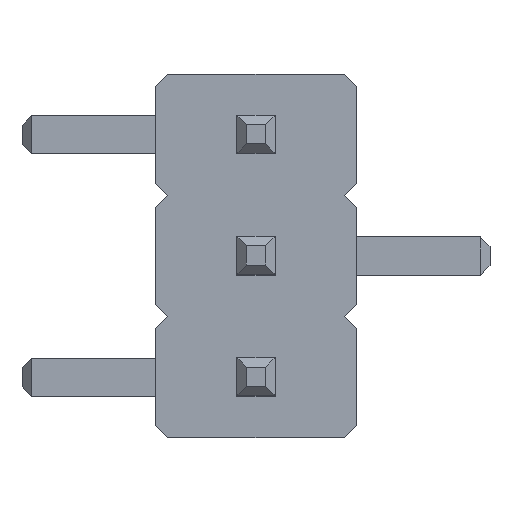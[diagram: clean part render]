
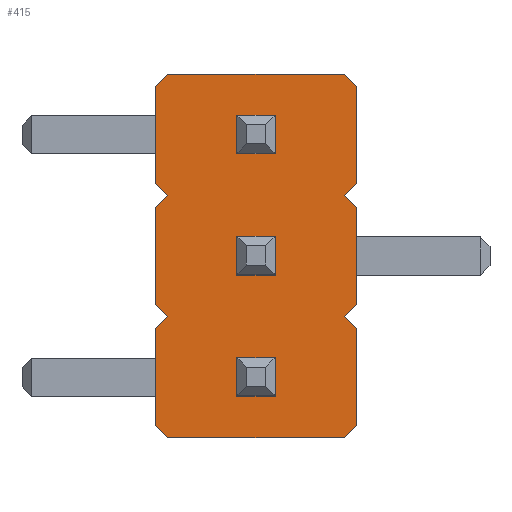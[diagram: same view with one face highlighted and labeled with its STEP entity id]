
A CAD part, top view. The second image highlights one B-rep face of the part: STEP entity #415.
In plain terms, the highlighted planar face has unit normal (0, 0, 1).
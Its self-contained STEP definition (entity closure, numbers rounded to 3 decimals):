
#24 = VERTEX_POINT('',#25);
#25 = CARTESIAN_POINT('',(-0.923,1.905,0.9));
#31 = EDGE_CURVE('',#24,#32,#34,.T.);
#32 = VERTEX_POINT('',#33);
#33 = CARTESIAN_POINT('',(-1.05,1.778,0.9));
#34 = LINE('',#35,#36);
#35 = CARTESIAN_POINT('',(-0.923,1.905,0.9));
#36 = VECTOR('',#37,1.);
#37 = DIRECTION('',(-0.707,-0.707,0.));
#64 = VERTEX_POINT('',#65);
#65 = CARTESIAN_POINT('',(0.923,1.905,0.9));
#71 = EDGE_CURVE('',#64,#24,#72,.T.);
#72 = LINE('',#73,#74);
#73 = CARTESIAN_POINT('',(0.923,1.905,0.9));
#74 = VECTOR('',#75,1.);
#75 = DIRECTION('',(-1.,0.,0.));
#93 = EDGE_CURVE('',#32,#94,#96,.T.);
#94 = VERTEX_POINT('',#95);
#95 = CARTESIAN_POINT('',(-1.05,0.762,0.9));
#96 = LINE('',#97,#98);
#97 = CARTESIAN_POINT('',(-1.05,1.778,0.9));
#98 = VECTOR('',#99,1.);
#99 = DIRECTION('',(0.,-1.,0.));
#415 = ADVANCED_FACE('',(#416,#555,#589,#623),#657,.F.);
#416 = FACE_BOUND('',#417,.F.);
#417 = EDGE_LOOP('',(#418,#419,#420,#428,#436,#444,#452,#460,#468,#476,
#484,#492,#500,#508,#516,#524,#532,#540,#548,#554));
#418 = ORIENTED_EDGE('',*,*,#31,.F.);
#419 = ORIENTED_EDGE('',*,*,#71,.F.);
#420 = ORIENTED_EDGE('',*,*,#421,.F.);
#421 = EDGE_CURVE('',#422,#64,#424,.T.);
#422 = VERTEX_POINT('',#423);
#423 = CARTESIAN_POINT('',(1.05,1.778,0.9));
#424 = LINE('',#425,#426);
#425 = CARTESIAN_POINT('',(1.05,1.778,0.9));
#426 = VECTOR('',#427,1.);
#427 = DIRECTION('',(-0.707,0.707,0.));
#428 = ORIENTED_EDGE('',*,*,#429,.F.);
#429 = EDGE_CURVE('',#430,#422,#432,.T.);
#430 = VERTEX_POINT('',#431);
#431 = CARTESIAN_POINT('',(1.05,0.762,0.9));
#432 = LINE('',#433,#434);
#433 = CARTESIAN_POINT('',(1.05,0.762,0.9));
#434 = VECTOR('',#435,1.);
#435 = DIRECTION('',(0.,1.,0.));
#436 = ORIENTED_EDGE('',*,*,#437,.F.);
#437 = EDGE_CURVE('',#438,#430,#440,.T.);
#438 = VERTEX_POINT('',#439);
#439 = CARTESIAN_POINT('',(0.923,0.635,0.9));
#440 = LINE('',#441,#442);
#441 = CARTESIAN_POINT('',(0.923,0.635,0.9));
#442 = VECTOR('',#443,1.);
#443 = DIRECTION('',(0.707,0.707,0.));
#444 = ORIENTED_EDGE('',*,*,#445,.F.);
#445 = EDGE_CURVE('',#446,#438,#448,.T.);
#446 = VERTEX_POINT('',#447);
#447 = CARTESIAN_POINT('',(1.05,0.508,0.9));
#448 = LINE('',#449,#450);
#449 = CARTESIAN_POINT('',(1.05,0.508,0.9));
#450 = VECTOR('',#451,1.);
#451 = DIRECTION('',(-0.707,0.707,0.));
#452 = ORIENTED_EDGE('',*,*,#453,.F.);
#453 = EDGE_CURVE('',#454,#446,#456,.T.);
#454 = VERTEX_POINT('',#455);
#455 = CARTESIAN_POINT('',(1.05,-0.508,0.9));
#456 = LINE('',#457,#458);
#457 = CARTESIAN_POINT('',(1.05,-0.508,0.9));
#458 = VECTOR('',#459,1.);
#459 = DIRECTION('',(0.,1.,0.));
#460 = ORIENTED_EDGE('',*,*,#461,.F.);
#461 = EDGE_CURVE('',#462,#454,#464,.T.);
#462 = VERTEX_POINT('',#463);
#463 = CARTESIAN_POINT('',(0.923,-0.635,0.9));
#464 = LINE('',#465,#466);
#465 = CARTESIAN_POINT('',(0.923,-0.635,0.9));
#466 = VECTOR('',#467,1.);
#467 = DIRECTION('',(0.707,0.707,0.));
#468 = ORIENTED_EDGE('',*,*,#469,.F.);
#469 = EDGE_CURVE('',#470,#462,#472,.T.);
#470 = VERTEX_POINT('',#471);
#471 = CARTESIAN_POINT('',(1.05,-0.762,0.9));
#472 = LINE('',#473,#474);
#473 = CARTESIAN_POINT('',(1.05,-0.762,0.9));
#474 = VECTOR('',#475,1.);
#475 = DIRECTION('',(-0.707,0.707,0.));
#476 = ORIENTED_EDGE('',*,*,#477,.F.);
#477 = EDGE_CURVE('',#478,#470,#480,.T.);
#478 = VERTEX_POINT('',#479);
#479 = CARTESIAN_POINT('',(1.05,-1.778,0.9));
#480 = LINE('',#481,#482);
#481 = CARTESIAN_POINT('',(1.05,-1.778,0.9));
#482 = VECTOR('',#483,1.);
#483 = DIRECTION('',(0.,1.,0.));
#484 = ORIENTED_EDGE('',*,*,#485,.F.);
#485 = EDGE_CURVE('',#486,#478,#488,.T.);
#486 = VERTEX_POINT('',#487);
#487 = CARTESIAN_POINT('',(0.923,-1.905,0.9));
#488 = LINE('',#489,#490);
#489 = CARTESIAN_POINT('',(0.923,-1.905,0.9));
#490 = VECTOR('',#491,1.);
#491 = DIRECTION('',(0.707,0.707,0.));
#492 = ORIENTED_EDGE('',*,*,#493,.F.);
#493 = EDGE_CURVE('',#494,#486,#496,.T.);
#494 = VERTEX_POINT('',#495);
#495 = CARTESIAN_POINT('',(-0.923,-1.905,0.9));
#496 = LINE('',#497,#498);
#497 = CARTESIAN_POINT('',(-0.923,-1.905,0.9));
#498 = VECTOR('',#499,1.);
#499 = DIRECTION('',(1.,0.,0.));
#500 = ORIENTED_EDGE('',*,*,#501,.F.);
#501 = EDGE_CURVE('',#502,#494,#504,.T.);
#502 = VERTEX_POINT('',#503);
#503 = CARTESIAN_POINT('',(-1.05,-1.778,0.9));
#504 = LINE('',#505,#506);
#505 = CARTESIAN_POINT('',(-1.05,-1.778,0.9));
#506 = VECTOR('',#507,1.);
#507 = DIRECTION('',(0.707,-0.707,0.));
#508 = ORIENTED_EDGE('',*,*,#509,.F.);
#509 = EDGE_CURVE('',#510,#502,#512,.T.);
#510 = VERTEX_POINT('',#511);
#511 = CARTESIAN_POINT('',(-1.05,-0.762,0.9));
#512 = LINE('',#513,#514);
#513 = CARTESIAN_POINT('',(-1.05,-0.762,0.9));
#514 = VECTOR('',#515,1.);
#515 = DIRECTION('',(0.,-1.,0.));
#516 = ORIENTED_EDGE('',*,*,#517,.F.);
#517 = EDGE_CURVE('',#518,#510,#520,.T.);
#518 = VERTEX_POINT('',#519);
#519 = CARTESIAN_POINT('',(-0.923,-0.635,0.9));
#520 = LINE('',#521,#522);
#521 = CARTESIAN_POINT('',(-0.923,-0.635,0.9));
#522 = VECTOR('',#523,1.);
#523 = DIRECTION('',(-0.707,-0.707,0.));
#524 = ORIENTED_EDGE('',*,*,#525,.F.);
#525 = EDGE_CURVE('',#526,#518,#528,.T.);
#526 = VERTEX_POINT('',#527);
#527 = CARTESIAN_POINT('',(-1.05,-0.508,0.9));
#528 = LINE('',#529,#530);
#529 = CARTESIAN_POINT('',(-1.05,-0.508,0.9));
#530 = VECTOR('',#531,1.);
#531 = DIRECTION('',(0.707,-0.707,0.));
#532 = ORIENTED_EDGE('',*,*,#533,.F.);
#533 = EDGE_CURVE('',#534,#526,#536,.T.);
#534 = VERTEX_POINT('',#535);
#535 = CARTESIAN_POINT('',(-1.05,0.508,0.9));
#536 = LINE('',#537,#538);
#537 = CARTESIAN_POINT('',(-1.05,0.508,0.9));
#538 = VECTOR('',#539,1.);
#539 = DIRECTION('',(0.,-1.,0.));
#540 = ORIENTED_EDGE('',*,*,#541,.F.);
#541 = EDGE_CURVE('',#542,#534,#544,.T.);
#542 = VERTEX_POINT('',#543);
#543 = CARTESIAN_POINT('',(-0.923,0.635,0.9));
#544 = LINE('',#545,#546);
#545 = CARTESIAN_POINT('',(-0.923,0.635,0.9));
#546 = VECTOR('',#547,1.);
#547 = DIRECTION('',(-0.707,-0.707,0.));
#548 = ORIENTED_EDGE('',*,*,#549,.F.);
#549 = EDGE_CURVE('',#94,#542,#550,.T.);
#550 = LINE('',#551,#552);
#551 = CARTESIAN_POINT('',(-1.05,0.762,0.9));
#552 = VECTOR('',#553,1.);
#553 = DIRECTION('',(0.707,-0.707,0.));
#554 = ORIENTED_EDGE('',*,*,#93,.F.);
#555 = FACE_BOUND('',#556,.F.);
#556 = EDGE_LOOP('',(#557,#567,#575,#583));
#557 = ORIENTED_EDGE('',*,*,#558,.T.);
#558 = EDGE_CURVE('',#559,#561,#563,.T.);
#559 = VERTEX_POINT('',#560);
#560 = CARTESIAN_POINT('',(-0.2,1.07,0.9));
#561 = VERTEX_POINT('',#562);
#562 = CARTESIAN_POINT('',(0.2,1.07,0.9));
#563 = LINE('',#564,#565);
#564 = CARTESIAN_POINT('',(-0.362,1.07,0.9));
#565 = VECTOR('',#566,1.);
#566 = DIRECTION('',(1.,0.,0.));
#567 = ORIENTED_EDGE('',*,*,#568,.T.);
#568 = EDGE_CURVE('',#561,#569,#571,.T.);
#569 = VERTEX_POINT('',#570);
#570 = CARTESIAN_POINT('',(0.2,1.47,0.9));
#571 = LINE('',#572,#573);
#572 = CARTESIAN_POINT('',(0.2,1.688,0.9));
#573 = VECTOR('',#574,1.);
#574 = DIRECTION('',(0.,1.,0.));
#575 = ORIENTED_EDGE('',*,*,#576,.F.);
#576 = EDGE_CURVE('',#577,#569,#579,.T.);
#577 = VERTEX_POINT('',#578);
#578 = CARTESIAN_POINT('',(-0.2,1.47,0.9));
#579 = LINE('',#580,#581);
#580 = CARTESIAN_POINT('',(-0.362,1.47,0.9));
#581 = VECTOR('',#582,1.);
#582 = DIRECTION('',(1.,0.,0.));
#583 = ORIENTED_EDGE('',*,*,#584,.T.);
#584 = EDGE_CURVE('',#577,#559,#585,.T.);
#585 = LINE('',#586,#587);
#586 = CARTESIAN_POINT('',(-0.2,1.688,0.9));
#587 = VECTOR('',#588,1.);
#588 = DIRECTION('',(0.,-1.,0.));
#589 = FACE_BOUND('',#590,.F.);
#590 = EDGE_LOOP('',(#591,#601,#609,#617));
#591 = ORIENTED_EDGE('',*,*,#592,.F.);
#592 = EDGE_CURVE('',#593,#595,#597,.T.);
#593 = VERTEX_POINT('',#594);
#594 = CARTESIAN_POINT('',(-0.2,-0.2,0.9));
#595 = VERTEX_POINT('',#596);
#596 = CARTESIAN_POINT('',(-0.2,0.2,0.9));
#597 = LINE('',#598,#599);
#598 = CARTESIAN_POINT('',(-0.2,1.053,0.9));
#599 = VECTOR('',#600,1.);
#600 = DIRECTION('',(0.,1.,0.));
#601 = ORIENTED_EDGE('',*,*,#602,.F.);
#602 = EDGE_CURVE('',#603,#593,#605,.T.);
#603 = VERTEX_POINT('',#604);
#604 = CARTESIAN_POINT('',(0.2,-0.2,0.9));
#605 = LINE('',#606,#607);
#606 = CARTESIAN_POINT('',(-0.562,-0.2,0.9));
#607 = VECTOR('',#608,1.);
#608 = DIRECTION('',(-1.,-0.,-0.));
#609 = ORIENTED_EDGE('',*,*,#610,.F.);
#610 = EDGE_CURVE('',#611,#603,#613,.T.);
#611 = VERTEX_POINT('',#612);
#612 = CARTESIAN_POINT('',(0.2,0.2,0.9));
#613 = LINE('',#614,#615);
#614 = CARTESIAN_POINT('',(0.2,1.053,0.9));
#615 = VECTOR('',#616,1.);
#616 = DIRECTION('',(0.,-1.,0.));
#617 = ORIENTED_EDGE('',*,*,#618,.T.);
#618 = EDGE_CURVE('',#611,#595,#619,.T.);
#619 = LINE('',#620,#621);
#620 = CARTESIAN_POINT('',(-0.562,0.2,0.9));
#621 = VECTOR('',#622,1.);
#622 = DIRECTION('',(-1.,-0.,-0.));
#623 = FACE_BOUND('',#624,.F.);
#624 = EDGE_LOOP('',(#625,#635,#643,#651));
#625 = ORIENTED_EDGE('',*,*,#626,.T.);
#626 = EDGE_CURVE('',#627,#629,#631,.T.);
#627 = VERTEX_POINT('',#628);
#628 = CARTESIAN_POINT('',(-0.2,-1.07,0.9));
#629 = VERTEX_POINT('',#630);
#630 = CARTESIAN_POINT('',(-0.2,-1.47,0.9));
#631 = LINE('',#632,#633);
#632 = CARTESIAN_POINT('',(-0.2,0.418,0.9));
#633 = VECTOR('',#634,1.);
#634 = DIRECTION('',(0.,-1.,0.));
#635 = ORIENTED_EDGE('',*,*,#636,.T.);
#636 = EDGE_CURVE('',#629,#637,#639,.T.);
#637 = VERTEX_POINT('',#638);
#638 = CARTESIAN_POINT('',(0.2,-1.47,0.9));
#639 = LINE('',#640,#641);
#640 = CARTESIAN_POINT('',(-0.362,-1.47,0.9));
#641 = VECTOR('',#642,1.);
#642 = DIRECTION('',(1.,0.,0.));
#643 = ORIENTED_EDGE('',*,*,#644,.T.);
#644 = EDGE_CURVE('',#637,#645,#647,.T.);
#645 = VERTEX_POINT('',#646);
#646 = CARTESIAN_POINT('',(0.2,-1.07,0.9));
#647 = LINE('',#648,#649);
#648 = CARTESIAN_POINT('',(0.2,0.418,0.9));
#649 = VECTOR('',#650,1.);
#650 = DIRECTION('',(0.,1.,0.));
#651 = ORIENTED_EDGE('',*,*,#652,.F.);
#652 = EDGE_CURVE('',#627,#645,#653,.T.);
#653 = LINE('',#654,#655);
#654 = CARTESIAN_POINT('',(-0.362,-1.07,0.9));
#655 = VECTOR('',#656,1.);
#656 = DIRECTION('',(1.,0.,0.));
#657 = PLANE('',#658);
#658 = AXIS2_PLACEMENT_3D('',#659,#660,#661);
#659 = CARTESIAN_POINT('',(-0.923,1.905,0.9));
#660 = DIRECTION('',(0.,0.,-1.));
#661 = DIRECTION('',(-1.,0.,0.));
